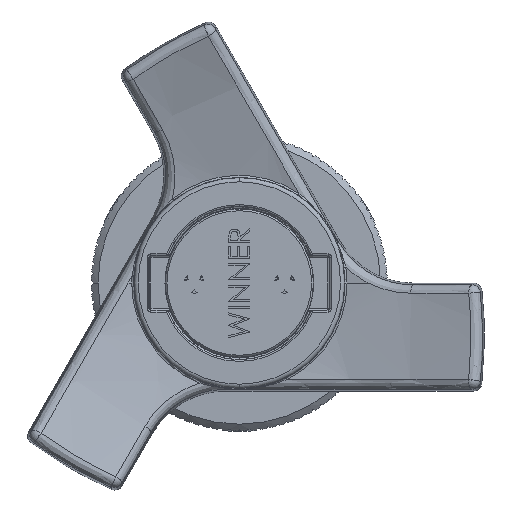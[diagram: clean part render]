
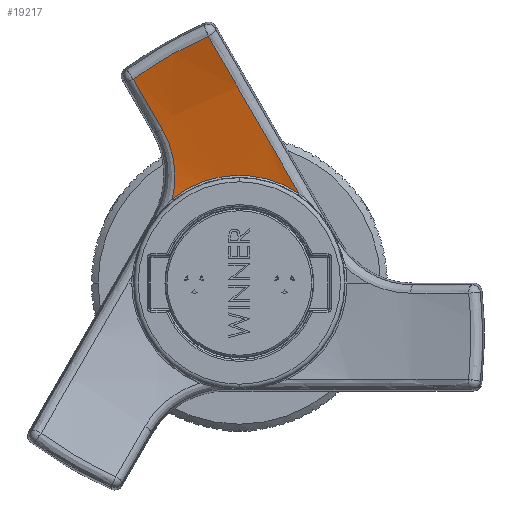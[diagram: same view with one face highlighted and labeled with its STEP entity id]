
A CAD part, left-side view. The second image highlights one B-rep face of the part: STEP entity #19217.
In plain terms, the highlighted spherical face has radius 70 mm.
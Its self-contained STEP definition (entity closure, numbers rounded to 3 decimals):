
#3 = CARTESIAN_POINT ( 'NONE',  ( -113.146, 7.84, 10.311 ) ) ;
#346 = CARTESIAN_POINT ( 'NONE',  ( -118.419, 3.676, 29.186 ) ) ;
#1681 = CARTESIAN_POINT ( 'NONE',  ( -114.947, 9.091, 18.152 ) ) ;
#2169 = DIRECTION ( 'NONE',  ( 0., 0., -1. ) ) ;
#2582 = CARTESIAN_POINT ( 'NONE',  ( -113.295, 7.668, 11.377 ) ) ;
#2902 = VERTEX_POINT ( 'NONE', #346 ) ;
#3723 = DIRECTION ( 'NONE',  ( 1., 0., 0. ) ) ;
#4315 = FACE_OUTER_BOUND ( 'NONE', #27830, .T. ) ;
#4682 = CARTESIAN_POINT ( 'NONE',  ( -181.938, 0., 0. ) ) ;
#4899 = ORIENTED_EDGE ( 'NONE', *, *, #8963, .T. ) ;
#5099 = CARTESIAN_POINT ( 'NONE',  ( -113.753, 7.67, 13.86 ) ) ;
#5255 = AXIS2_PLACEMENT_3D ( 'NONE', #4682, #2169, #25385 ) ;
#7036 = B_SPLINE_CURVE_WITH_KNOTS ( 'NONE', 3,
 ( #27783, #25542, #15170, #30680 ),
 .UNSPECIFIED., .F., .F.,
 ( 4, 4 ),
 ( 0., 0.01 ),
 .UNSPECIFIED. ) ;
#7153 = CARTESIAN_POINT ( 'NONE',  ( -114.947, 9.091, 18.152 ) ) ;
#7208 = CARTESIAN_POINT ( 'NONE',  ( -114.947, 9.091, 18.152 ) ) ;
#7274 = CARTESIAN_POINT ( 'NONE',  ( -115.65, 10.254, 20.167 ) ) ;
#7423 = CARTESIAN_POINT ( 'NONE',  ( -114.534, 8.449, 16.908 ) ) ;
#7439 = VERTEX_POINT ( 'NONE', #1681 ) ;
#7530 = CARTESIAN_POINT ( 'NONE',  ( -113.351, 7.634, 11.732 ) ) ;
#7610 = CARTESIAN_POINT ( 'NONE',  ( -113.105, -7.053, 10.597 ) ) ;
#7711 = ORIENTED_EDGE ( 'NONE', *, *, #9110, .T. ) ;
#8361 = VERTEX_POINT ( 'NONE', #8931 ) ;
#8931 = CARTESIAN_POINT ( 'NONE',  ( -117.417, 12.52, 24.09 ) ) ;
#8963 = EDGE_CURVE ( 'NONE', #19155, #32866, #18672, .T. ) ;
#9110 = EDGE_CURVE ( 'NONE', #8361, #7439, #18836, .T. ) ;
#9817 = CARTESIAN_POINT ( 'NONE',  ( -117.417, 12.52, 24.09 ) ) ;
#10154 = CARTESIAN_POINT ( 'NONE',  ( -113.257, -6.131, 12.195 ) ) ;
#10178 = CARTESIAN_POINT ( 'NONE',  ( -113.105, 7.927, 9.961 ) ) ;
#10376 = CARTESIAN_POINT ( 'NONE',  ( -116.963, 1.971, 26.233 ) ) ;
#11311 = ORIENTED_EDGE ( 'NONE', *, *, #32767, .T. ) ;
#12506 = CARTESIAN_POINT ( 'NONE',  ( -113.105, 7.927, 9.961 ) ) ;
#12916 = CARTESIAN_POINT ( 'NONE',  ( -113.537, 7.601, 12.795 ) ) ;
#14313 = AXIS2_PLACEMENT_3D ( 'NONE', #21555, #3723, #24505 ) ;
#15169 = CARTESIAN_POINT ( 'NONE',  ( -113.483, -5.21, 13.791 ) ) ;
#15170 = CARTESIAN_POINT ( 'NONE',  ( -117.632, 9.754, 26.103 ) ) ;
#15412 = CARTESIAN_POINT ( 'NONE',  ( -113.99, 7.824, 14.913 ) ) ;
#15921 = EDGE_CURVE ( 'NONE', #2902, #8361, #7036, .T. ) ;
#17706 = CARTESIAN_POINT ( 'NONE',  ( -114.454, -2.478, 18.524 ) ) ;
#17726 = CARTESIAN_POINT ( 'NONE',  ( -113.472, 7.601, 12.441 ) ) ;
#18672 = CIRCLE ( 'NONE', #14313, 12.73 ) ;
#18738 = SPHERICAL_SURFACE ( 'NONE', #5255, 70. ) ;
#18836 = B_SPLINE_CURVE_WITH_KNOTS ( 'NONE', 3,
 ( #9817, #25165, #7274, #7153 ),
 .UNSPECIFIED., .F., .F.,
 ( 4, 4 ),
 ( 0., 0.007 ),
 .UNSPECIFIED. ) ;
#19155 = VERTEX_POINT ( 'NONE', #12506 ) ;
#19217 = ADVANCED_FACE ( 'NONE', ( #4315 ), #18738, .F. ) ;
#20305 = CARTESIAN_POINT ( 'NONE',  ( -115.79, 0.22, 23.198 ) ) ;
#20620 = CARTESIAN_POINT ( 'NONE',  ( -118.419, 3.676, 29.186 ) ) ;
#21208 = B_SPLINE_CURVE_WITH_KNOTS ( 'NONE', 3,
 ( #7610, #10154, #15169, #33184, #17706, #20305, #10376, #20620 ),
 .UNSPECIFIED., .F., .F.,
 ( 4, 2, 2, 4 ),
 ( 0.007, 0.013, 0.018, 0.029 ),
 .UNSPECIFIED. ) ;
#21555 = CARTESIAN_POINT ( 'NONE',  ( -113.105, 0., 0. ) ) ;
#23284 = CARTESIAN_POINT ( 'NONE',  ( -113.678, 7.636, 13.504 ) ) ;
#23534 = EDGE_CURVE ( 'NONE', #32866, #2902, #21208, .T. ) ;
#24505 = DIRECTION ( 'NONE',  ( 0., 0., -1. ) ) ;
#25165 = CARTESIAN_POINT ( 'NONE',  ( -116.475, 11.399, 22.149 ) ) ;
#25385 = DIRECTION ( 'NONE',  ( 0., -1., 0. ) ) ;
#25450 = CARTESIAN_POINT ( 'NONE',  ( -113.105, -7.053, 10.597 ) ) ;
#25542 = CARTESIAN_POINT ( 'NONE',  ( -117.967, 6.783, 27.812 ) ) ;
#25884 = CARTESIAN_POINT ( 'NONE',  ( -114.162, 7.991, 15.592 ) ) ;
#27783 = CARTESIAN_POINT ( 'NONE',  ( -118.419, 3.676, 29.186 ) ) ;
#27803 = CARTESIAN_POINT ( 'NONE',  ( -114.735, 8.741, 17.548 ) ) ;
#27830 = EDGE_LOOP ( 'NONE', ( #11311, #4899, #29826, #33239, #7711 ) ) ;
#28232 = CARTESIAN_POINT ( 'NONE',  ( -113.193, 7.771, 10.668 ) ) ;
#29826 = ORIENTED_EDGE ( 'NONE', *, *, #23534, .T. ) ;
#30680 = CARTESIAN_POINT ( 'NONE',  ( -117.417, 12.52, 24.09 ) ) ;
#31043 = B_SPLINE_CURVE_WITH_KNOTS ( 'NONE', 3,
 ( #7208, #27803, #7423, #25884, #15412, #5099, #23284, #12916, #17726, #7530, #2582, #28232, #3, #10178 ),
 .UNSPECIFIED., .F., .F.,
 ( 4, 2, 2, 2, 2, 2, 4 ),
 ( 0., 0.002, 0.004, 0.005, 0.007, 0.008, 0.009 ),
 .UNSPECIFIED. ) ;
#32767 = EDGE_CURVE ( 'NONE', #7439, #19155, #31043, .T. ) ;
#32866 = VERTEX_POINT ( 'NONE', #25450 ) ;
#33184 = CARTESIAN_POINT ( 'NONE',  ( -114.081, -3.385, 16.953 ) ) ;
#33239 = ORIENTED_EDGE ( 'NONE', *, *, #15921, .T. ) ;
